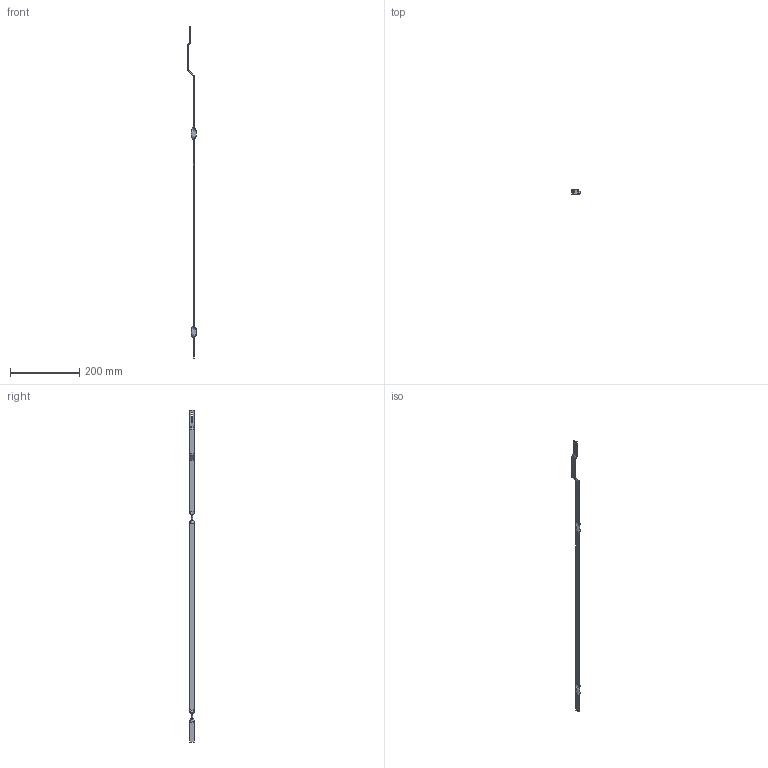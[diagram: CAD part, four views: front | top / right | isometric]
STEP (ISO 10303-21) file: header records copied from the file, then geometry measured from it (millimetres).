
FILE_DESCRIPTION((''),'2;1');
FILE_NAME('','2005-07-15T09:50:43',(''),(''),'','CADfix','');
FILE_SCHEMA(('AUTOMOTIVE_DESIGN'));
Length unit declared in the file: millimetre
Products named in the file (1): rod
Bounding box: 24.04 x 14.05 x 961 mm (x, y, z)
Volume: 40361.4 mm3; surface area: 33254 mm2
Topology: 1 solids, 1 shells, 74 faces, 224 edges, 136 vertices
Faces by surface type: bspline 74
Entity records: 3687 total; most frequent: CARTESIAN_POINT 2421, ORIENTED_EDGE 416, EDGE_CURVE 208, VERTEX_POINT 136, QUASI_UNIFORM_CURVE 120, EDGE_LOOP 84, FACE_OUTER_BOUND 74, ADVANCED_FACE 74
